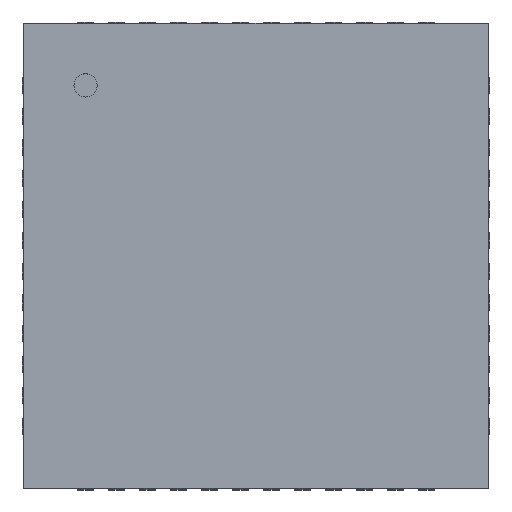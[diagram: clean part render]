
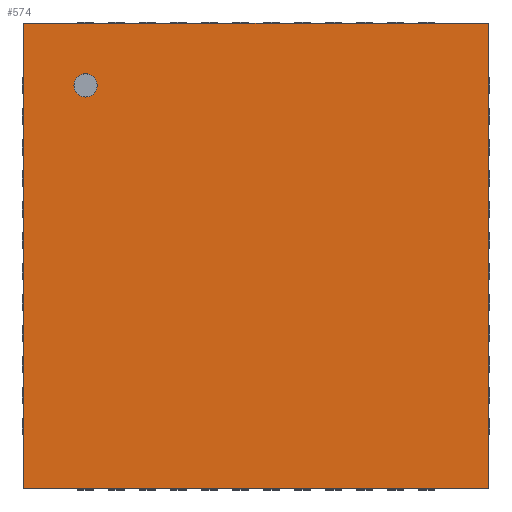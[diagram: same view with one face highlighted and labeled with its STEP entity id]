
A CAD part, top view. The second image highlights one B-rep face of the part: STEP entity #574.
In plain terms, the highlighted planar face has unit normal (0, 0, 1).
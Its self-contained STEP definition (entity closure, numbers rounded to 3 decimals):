
#33 = VERTEX_POINT('',#34);
#34 = CARTESIAN_POINT('',(-2.05,2.2,0.885));
#52 = VERTEX_POINT('',#53);
#53 = CARTESIAN_POINT('',(-2.35,2.2,0.885));
#59 = EDGE_CURVE('',#33,#52,#60,.T.);
#60 = CIRCLE('',#61,0.15);
#61 = AXIS2_PLACEMENT_3D('',#62,#63,#64);
#62 = CARTESIAN_POINT('',(-2.2,2.2,0.885));
#63 = DIRECTION('',(0.,0.,1.));
#64 = DIRECTION('',(1.,0.,0.));
#574 = ADVANCED_FACE('',(#575,#585),#619,.F.);
#575 = FACE_BOUND('',#576,.T.);
#576 = EDGE_LOOP('',(#577,#578));
#577 = ORIENTED_EDGE('',*,*,#59,.F.);
#578 = ORIENTED_EDGE('',*,*,#579,.F.);
#579 = EDGE_CURVE('',#52,#33,#580,.T.);
#580 = CIRCLE('',#581,0.15);
#581 = AXIS2_PLACEMENT_3D('',#582,#583,#584);
#582 = CARTESIAN_POINT('',(-2.2,2.2,0.885));
#583 = DIRECTION('',(0.,0.,1.));
#584 = DIRECTION('',(1.,0.,0.));
#585 = FACE_BOUND('',#586,.T.);
#586 = EDGE_LOOP('',(#587,#597,#605,#613));
#587 = ORIENTED_EDGE('',*,*,#588,.F.);
#588 = EDGE_CURVE('',#589,#591,#593,.T.);
#589 = VERTEX_POINT('',#590);
#590 = CARTESIAN_POINT('',(3.,3.,0.885));
#591 = VERTEX_POINT('',#592);
#592 = CARTESIAN_POINT('',(3.,-3.,0.885));
#593 = LINE('',#594,#595);
#594 = CARTESIAN_POINT('',(3.,0.,0.885));
#595 = VECTOR('',#596,1.);
#596 = DIRECTION('',(0.,-1.,0.));
#597 = ORIENTED_EDGE('',*,*,#598,.F.);
#598 = EDGE_CURVE('',#599,#589,#601,.T.);
#599 = VERTEX_POINT('',#600);
#600 = CARTESIAN_POINT('',(-3.,3.,0.885));
#601 = LINE('',#602,#603);
#602 = CARTESIAN_POINT('',(1.5,3.,0.885));
#603 = VECTOR('',#604,1.);
#604 = DIRECTION('',(1.,0.,0.));
#605 = ORIENTED_EDGE('',*,*,#606,.F.);
#606 = EDGE_CURVE('',#607,#599,#609,.T.);
#607 = VERTEX_POINT('',#608);
#608 = CARTESIAN_POINT('',(-3.,-3.,0.885));
#609 = LINE('',#610,#611);
#610 = CARTESIAN_POINT('',(-3.,0.,0.885)
  );
#611 = VECTOR('',#612,1.);
#612 = DIRECTION('',(0.,1.,0.));
#613 = ORIENTED_EDGE('',*,*,#614,.F.);
#614 = EDGE_CURVE('',#591,#607,#615,.T.);
#615 = LINE('',#616,#617);
#616 = CARTESIAN_POINT('',(1.5,-3.,0.885));
#617 = VECTOR('',#618,1.);
#618 = DIRECTION('',(-1.,0.,0.));
#619 = PLANE('',#620);
#620 = AXIS2_PLACEMENT_3D('',#621,#622,#623);
#621 = CARTESIAN_POINT('',(1.5,0.,0.885));
#622 = DIRECTION('',(0.,0.,-1.));
#623 = DIRECTION('',(1.,0.,0.));
